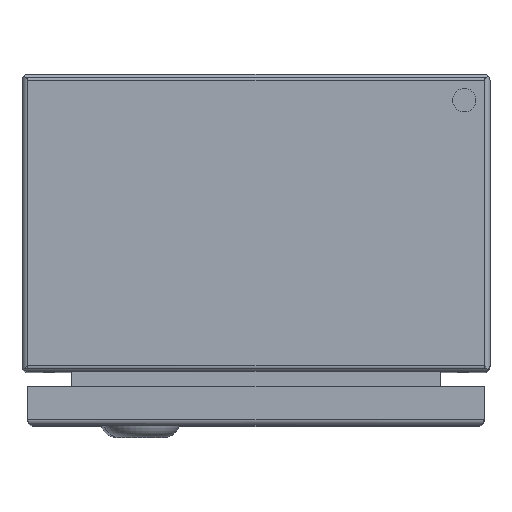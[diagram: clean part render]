
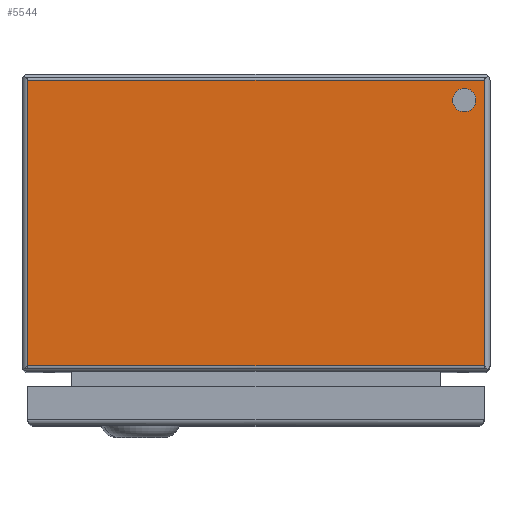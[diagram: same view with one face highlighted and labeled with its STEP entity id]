
A CAD part, top view. The second image highlights one B-rep face of the part: STEP entity #5544.
In plain terms, the highlighted planar face has unit normal (0, 0, 1).
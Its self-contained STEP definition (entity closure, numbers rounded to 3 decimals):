
#353=LINE('',#8753,#753);
#354=LINE('',#8756,#754);
#355=LINE('',#8758,#755);
#356=LINE('',#8760,#756);
#753=VECTOR('',#6853,1000.);
#754=VECTOR('',#6854,1000.);
#755=VECTOR('',#6855,1000.);
#756=VECTOR('',#6856,1000.);
#1206=ORIENTED_EDGE('',*,*,#2727,.F.);
#1207=ORIENTED_EDGE('',*,*,#2728,.T.);
#1208=ORIENTED_EDGE('',*,*,#2729,.F.);
#1209=ORIENTED_EDGE('',*,*,#2730,.F.);
#1210=ORIENTED_EDGE('',*,*,#2731,.T.);
#2727=EDGE_CURVE('',#3480,#3480,#3956,.T.);
#2728=EDGE_CURVE('',#3481,#3482,#353,.T.);
#2729=EDGE_CURVE('',#3483,#3482,#354,.T.);
#2730=EDGE_CURVE('',#3484,#3483,#355,.T.);
#2731=EDGE_CURVE('',#3484,#3481,#356,.T.);
#3480=VERTEX_POINT('',#8752);
#3481=VERTEX_POINT('',#8754);
#3482=VERTEX_POINT('',#8755);
#3483=VERTEX_POINT('',#8757);
#3484=VERTEX_POINT('',#8759);
#3956=CIRCLE('',#5993,5.);
#4297=EDGE_LOOP('',(#1206));
#4298=EDGE_LOOP('',(#1207,#1208,#1209,#1210));
#4853=FACE_BOUND('',#4297,.T.);
#4854=FACE_BOUND('',#4298,.T.);
#5386=PLANE('',#5992);
#5544=ADVANCED_FACE('',(#4853,#4854),#5386,.T.);
#5992=AXIS2_PLACEMENT_3D('',#8750,#6849,#6850);
#5993=AXIS2_PLACEMENT_3D('',#8751,#6851,#6852);
#6849=DIRECTION('',(0.,0.,1.));
#6850=DIRECTION('',(1.,0.,0.));
#6851=DIRECTION('',(0.,0.,1.));
#6852=DIRECTION('',(1.,0.,0.));
#6853=DIRECTION('',(-1.,0.,0.));
#6854=DIRECTION('',(0.,1.,0.));
#6855=DIRECTION('',(-1.,0.,0.));
#6856=DIRECTION('',(0.,1.,0.));
#8750=CARTESIAN_POINT('',(-97.5,-127.,300.));
#8751=CARTESIAN_POINT('',(89.,-11.,300.));
#8752=CARTESIAN_POINT('',(94.,-11.,300.));
#8753=CARTESIAN_POINT('',(400.,-2.5,300.));
#8754=CARTESIAN_POINT('',(97.5,-2.5,300.));
#8755=CARTESIAN_POINT('',(-97.5,-2.5,300.));
#8756=CARTESIAN_POINT('',(-97.5,-127.,300.));
#8757=CARTESIAN_POINT('',(-97.5,-124.5,300.));
#8758=CARTESIAN_POINT('',(400.,-124.5,300.));
#8759=CARTESIAN_POINT('',(97.5,-124.5,300.));
#8760=CARTESIAN_POINT('',(97.5,-127.,300.));
